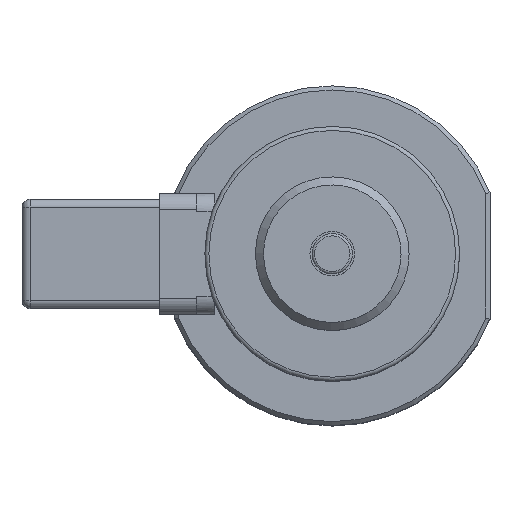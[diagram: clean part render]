
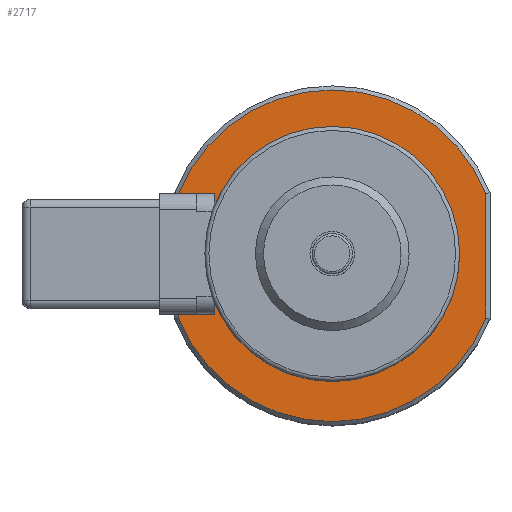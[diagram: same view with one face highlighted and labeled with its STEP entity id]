
A CAD part, top view. The second image highlights one B-rep face of the part: STEP entity #2717.
In plain terms, the highlighted planar face has unit normal (0, 0, 1).
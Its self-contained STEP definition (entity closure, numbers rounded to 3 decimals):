
#73=FACE_BOUND('',#641,.T.);
#284=PLANE('',#3006);
#472=FACE_OUTER_BOUND('',#640,.T.);
#640=EDGE_LOOP('',(#2426,#2427,#2428,#2429));
#641=EDGE_LOOP('',(#2430));
#856=LINE('',#4657,#1055);
#857=LINE('',#4660,#1056);
#1055=VECTOR('',#3703,10.);
#1056=VECTOR('',#3706,10.);
#1193=CIRCLE('',#3007,41.);
#1194=CIRCLE('',#3008,41.);
#1195=CIRCLE('',#3009,18.3);
#1413=VERTEX_POINT('',#4653);
#1414=VERTEX_POINT('',#4654);
#1415=VERTEX_POINT('',#4656);
#1416=VERTEX_POINT('',#4658);
#1417=VERTEX_POINT('',#4661);
#1757=EDGE_CURVE('',#1413,#1414,#1193,.T.);
#1758=EDGE_CURVE('',#1415,#1413,#856,.T.);
#1759=EDGE_CURVE('',#1416,#1415,#1194,.T.);
#1760=EDGE_CURVE('',#1414,#1416,#857,.T.);
#1761=EDGE_CURVE('',#1417,#1417,#1195,.T.);
#2426=ORIENTED_EDGE('',*,*,#1757,.F.);
#2427=ORIENTED_EDGE('',*,*,#1758,.F.);
#2428=ORIENTED_EDGE('',*,*,#1759,.F.);
#2429=ORIENTED_EDGE('',*,*,#1760,.F.);
#2430=ORIENTED_EDGE('',*,*,#1761,.F.);
#2717=ADVANCED_FACE('',(#472,#73),#284,.T.);
#3006=AXIS2_PLACEMENT_3D('',#4652,#3699,#3700);
#3007=AXIS2_PLACEMENT_3D('',#4655,#3701,#3702);
#3008=AXIS2_PLACEMENT_3D('',#4659,#3704,#3705);
#3009=AXIS2_PLACEMENT_3D('',#4662,#3707,#3708);
#3699=DIRECTION('center_axis',(0.,0.,1.));
#3700=DIRECTION('ref_axis',(0.,-1.,0.));
#3701=DIRECTION('center_axis',(0.,0.,-1.));
#3702=DIRECTION('ref_axis',(-1.,0.,0.));
#3703=DIRECTION('',(0.,-1.,0.));
#3704=DIRECTION('center_axis',(0.,0.,-1.));
#3705=DIRECTION('ref_axis',(-1.,0.,0.));
#3706=DIRECTION('',(0.,1.,0.));
#3707=DIRECTION('center_axis',(0.,0.,1.));
#3708=DIRECTION('ref_axis',(0.,-1.,0.));
#4652=CARTESIAN_POINT('Origin',(-12.,0.,63.35));
#4653=CARTESIAN_POINT('',(38.,-15.395,63.35));
#4654=CARTESIAN_POINT('',(-38.,-15.395,63.35));
#4655=CARTESIAN_POINT('Origin',(0.,0.,63.35));
#4656=CARTESIAN_POINT('',(38.,15.395,63.35));
#4657=CARTESIAN_POINT('',(38.,-11.25,63.35));
#4658=CARTESIAN_POINT('',(-38.,15.395,63.35));
#4659=CARTESIAN_POINT('Origin',(0.,0.,63.35));
#4660=CARTESIAN_POINT('',(-38.,11.25,63.35));
#4661=CARTESIAN_POINT('',(0.,18.3,63.35));
#4662=CARTESIAN_POINT('Origin',(0.,0.,63.35));
